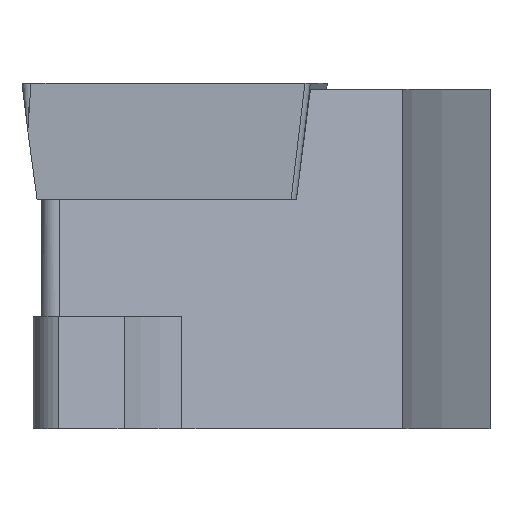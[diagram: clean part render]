
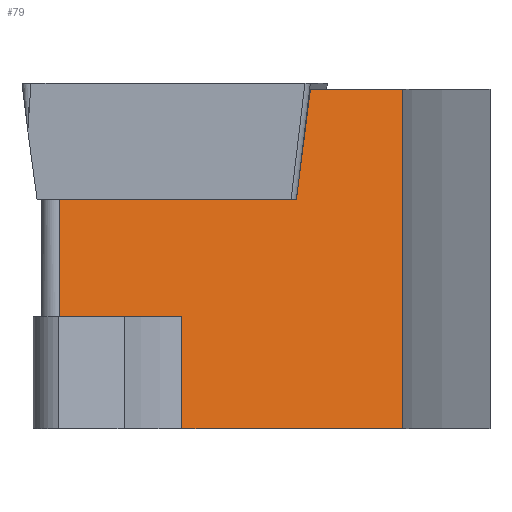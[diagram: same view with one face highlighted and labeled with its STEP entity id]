
A CAD part, left-side view. The second image highlights one B-rep face of the part: STEP entity #79.
In plain terms, the highlighted planar face has unit normal (-0.848, -0.53, 0).
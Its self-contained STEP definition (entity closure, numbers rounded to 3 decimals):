
#79=ADVANCED_FACE('',(#133),#112,.F.);
#112=PLANE('',#653);
#133=FACE_OUTER_BOUND('',#165,.T.);
#165=EDGE_LOOP('',(#334,#335,#336,#337,#338,#339,#340,#341));
#201=LINE('',#883,#263);
#205=LINE('',#903,#267);
#206=LINE('',#905,#268);
#207=LINE('',#907,#269);
#208=LINE('',#909,#270);
#209=LINE('',#911,#271);
#210=LINE('',#913,#272);
#211=LINE('',#915,#273);
#263=VECTOR('',#710,1.);
#267=VECTOR('',#718,1.);
#268=VECTOR('',#719,1.);
#269=VECTOR('',#720,1.);
#270=VECTOR('',#721,1.);
#271=VECTOR('',#722,1.);
#272=VECTOR('',#723,1.);
#273=VECTOR('',#724,1.);
#334=ORIENTED_EDGE('',*,*,#558,.F.);
#335=ORIENTED_EDGE('',*,*,#559,.F.);
#336=ORIENTED_EDGE('',*,*,#560,.F.);
#337=ORIENTED_EDGE('',*,*,#561,.F.);
#338=ORIENTED_EDGE('',*,*,#562,.F.);
#339=ORIENTED_EDGE('',*,*,#563,.F.);
#340=ORIENTED_EDGE('',*,*,#564,.T.);
#341=ORIENTED_EDGE('',*,*,#551,.F.);
#495=VERTEX_POINT('',#882);
#496=VERTEX_POINT('',#884);
#502=VERTEX_POINT('',#904);
#503=VERTEX_POINT('',#906);
#504=VERTEX_POINT('',#908);
#505=VERTEX_POINT('',#910);
#506=VERTEX_POINT('',#912);
#507=VERTEX_POINT('',#914);
#551=EDGE_CURVE('',#495,#496,#201,.T.);
#558=EDGE_CURVE('',#502,#495,#205,.T.);
#559=EDGE_CURVE('',#503,#502,#206,.T.);
#560=EDGE_CURVE('',#504,#503,#207,.T.);
#561=EDGE_CURVE('',#505,#504,#208,.T.);
#562=EDGE_CURVE('',#506,#505,#209,.T.);
#563=EDGE_CURVE('',#507,#506,#210,.T.);
#564=EDGE_CURVE('',#507,#496,#211,.T.);
#653=AXIS2_PLACEMENT_3D('',#916,#725,#726);
#710=DIRECTION('',(-0.53,0.848,0.));
#718=DIRECTION('',(0.,0.,1.));
#719=DIRECTION('',(-0.53,0.848,0.));
#720=DIRECTION('',(0.,0.,-1.));
#721=DIRECTION('',(0.53,-0.848,0.));
#722=DIRECTION('',(0.079,-0.126,0.989));
#723=DIRECTION('',(0.53,-0.848,0.));
#724=DIRECTION('',(0.,0.,-1.));
#725=DIRECTION('',(0.848,0.53,0.));
#726=DIRECTION('',(-0.53,0.848,0.));
#882=CARTESIAN_POINT('',(3.936,10.524,-7.97));
#883=CARTESIAN_POINT('',(1.323,14.706,-7.97));
#884=CARTESIAN_POINT('',(1.321,14.71,-7.97));
#903=CARTESIAN_POINT('',(3.936,10.524,-81.487));
#904=CARTESIAN_POINT('',(3.936,10.524,-11.8));
#905=CARTESIAN_POINT('',(8.645,2.99,-11.8));
#906=CARTESIAN_POINT('',(8.645,2.99,-11.8));
#907=CARTESIAN_POINT('',(8.645,2.99,-20.));
#908=CARTESIAN_POINT('',(8.645,2.99,-0.2));
#909=CARTESIAN_POINT('',(8.645,2.99,-0.2));
#910=CARTESIAN_POINT('',(6.678,6.137,-0.2));
#911=CARTESIAN_POINT('',(5.183,8.529,-19.021));
#912=CARTESIAN_POINT('',(6.379,6.616,-3.97));
#913=CARTESIAN_POINT('',(8.645,2.99,-3.97));
#914=CARTESIAN_POINT('',(1.319,14.712,-3.97));
#915=CARTESIAN_POINT('',(1.319,14.712,-20.));
#916=CARTESIAN_POINT('',(8.645,2.99,-20.));
